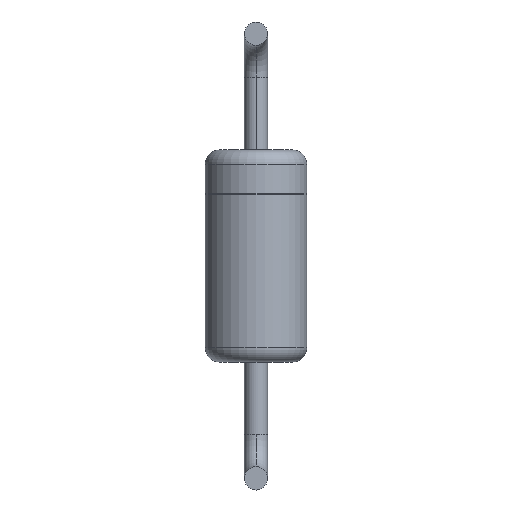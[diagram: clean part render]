
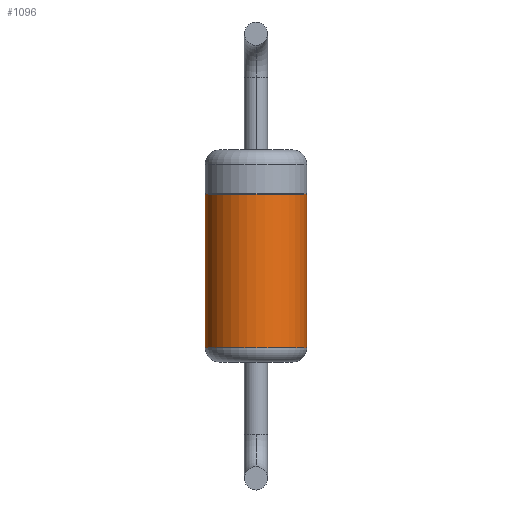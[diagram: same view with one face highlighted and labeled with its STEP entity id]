
A CAD part, front view. The second image highlights one B-rep face of the part: STEP entity #1096.
In plain terms, the highlighted cylindrical face has radius 0.875 mm (diameter 1.75 mm), a partial arc.
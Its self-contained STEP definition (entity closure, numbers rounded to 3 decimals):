
#88 = VERTEX_POINT ( 'NONE', #1025 ) ;
#101 = CARTESIAN_POINT ( 'NONE',  ( -0.875, 0., -1.32 ) ) ;
#141 = VECTOR ( 'NONE', #1107, 1000. ) ;
#181 = CARTESIAN_POINT ( 'NONE',  ( 0.875, 0., 1.32 ) ) ;
#193 = CARTESIAN_POINT ( 'NONE',  ( 0.875, 0., -1.32 ) ) ;
#208 = VERTEX_POINT ( 'NONE', #193 ) ;
#235 = ORIENTED_EDGE ( 'NONE', *, *, #1038, .T. ) ;
#289 = ORIENTED_EDGE ( 'NONE', *, *, #905, .F. ) ;
#345 = CARTESIAN_POINT ( 'NONE',  ( 0., 0., -1.32 ) ) ;
#365 = DIRECTION ( 'NONE',  ( 0., 0., 1. ) ) ;
#511 = AXIS2_PLACEMENT_3D ( 'NONE', #345, #703, #615 ) ;
#521 = ORIENTED_EDGE ( 'NONE', *, *, #553, .F. ) ;
#522 = LINE ( 'NONE', #875, #141 ) ;
#540 = DIRECTION ( 'NONE',  ( 1., 0., 0. ) ) ;
#553 = EDGE_CURVE ( 'NONE', #1108, #88, #522, .T. ) ;
#562 = VECTOR ( 'NONE', #365, 1000. ) ;
#615 = DIRECTION ( 'NONE',  ( 1., 0., 0. ) ) ;
#640 = DIRECTION ( 'NONE',  ( 1., 0., 0. ) ) ;
#694 = AXIS2_PLACEMENT_3D ( 'NONE', #828, #903, #640 ) ;
#703 = DIRECTION ( 'NONE',  ( 0., 0., 1. ) ) ;
#789 = VERTEX_POINT ( 'NONE', #181 ) ;
#799 = FACE_OUTER_BOUND ( 'NONE', #1071, .T. ) ;
#813 = CARTESIAN_POINT ( 'NONE',  ( 0., 0., 1.32 ) ) ;
#825 = CARTESIAN_POINT ( 'NONE',  ( 0.875, 0., 2.08 ) ) ;
#828 = CARTESIAN_POINT ( 'NONE',  ( 0., 0., 2.08 ) ) ;
#860 = EDGE_CURVE ( 'NONE', #208, #789, #907, .T. ) ;
#869 = CYLINDRICAL_SURFACE ( 'NONE', #694, 0.875 ) ;
#875 = CARTESIAN_POINT ( 'NONE',  ( -0.875, 0., 2.08 ) ) ;
#903 = DIRECTION ( 'NONE',  ( 0., 0., 1. ) ) ;
#905 = EDGE_CURVE ( 'NONE', #88, #789, #1067, .T. ) ;
#907 = LINE ( 'NONE', #825, #562 ) ;
#987 = AXIS2_PLACEMENT_3D ( 'NONE', #813, #1068, #540 ) ;
#1025 = CARTESIAN_POINT ( 'NONE',  ( -0.875, 0., 1.32 ) ) ;
#1038 = EDGE_CURVE ( 'NONE', #1108, #208, #1047, .T. ) ;
#1047 = CIRCLE ( 'NONE', #511, 0.875 ) ;
#1067 = CIRCLE ( 'NONE', #987, 0.875 ) ;
#1068 = DIRECTION ( 'NONE',  ( 0., 0., 1. ) ) ;
#1071 = EDGE_LOOP ( 'NONE', ( #521, #235, #1082, #289 ) ) ;
#1082 = ORIENTED_EDGE ( 'NONE', *, *, #860, .T. ) ;
#1096 = ADVANCED_FACE ( 'NONE', ( #799 ), #869, .T. ) ;
#1107 = DIRECTION ( 'NONE',  ( 0., 0., 1. ) ) ;
#1108 = VERTEX_POINT ( 'NONE', #101 ) ;
